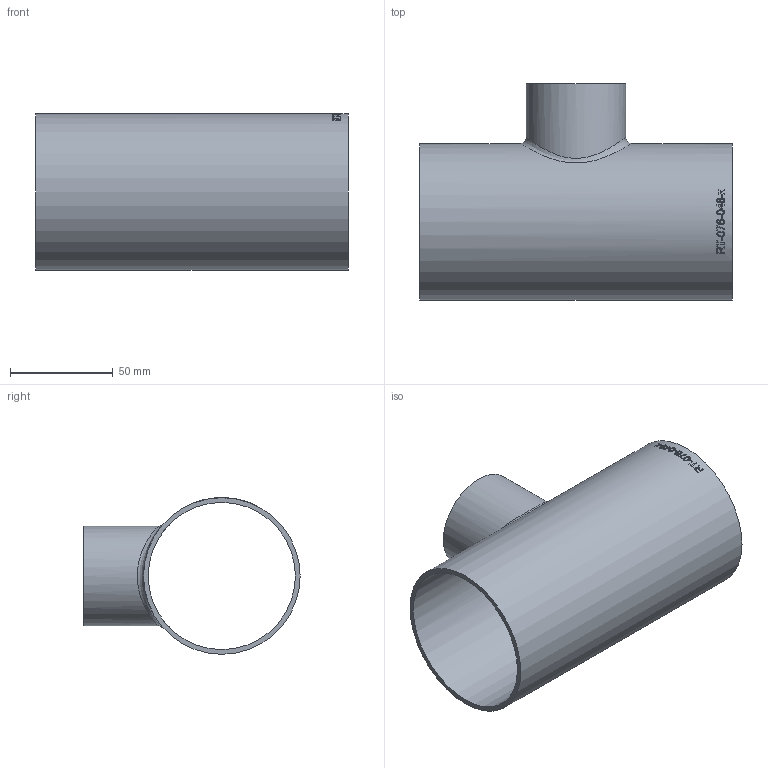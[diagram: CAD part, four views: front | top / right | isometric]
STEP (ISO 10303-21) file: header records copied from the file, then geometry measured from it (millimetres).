
FILE_DESCRIPTION (( 'STEP AP214' ), '1' );
FILE_NAME ('RT-076-048-x T-Stück Ø76,1x2,3-Ø48,3x2,0 BL152 1910.STEP', '2019-10-18T09:09:03', ( '' ), ( '' ), 'SwSTEP 2.0', 'SolidWorks 2016', '' );
FILE_SCHEMA (( 'AUTOMOTIVE_DESIGN' ));
Length unit declared in the file: millimetre
Products named in the file (1): RT-076-048-x T-Stück Ø76,1x2,3-Ø48,3x2,0 BL152 1910
Bounding box: 152 x 105.05 x 76.1 mm (x, y, z)
Volume: 86851.6 mm3; surface area: 77984.4 mm2
Topology: 1 solids, 1 shells, 157 faces, 406 edges, 270 vertices
Faces by surface type: bspline 80, plane 53, cylinder 24
Full cylindrical faces by diameter (mm): 44.3 x1, 48.3 x1, 71.5 x1, 76.1 x1
Entity records: 18469 total; most frequent: CARTESIAN_POINT 13782, ORIENTED_EDGE 788, EDGE_CURVE 394, DIRECTION 363, VERTEX_POINT 266, B_SPLINE_CURVE_WITH_KNOTS 249, EDGE_LOOP 186, FACE_OUTER_BOUND 162
